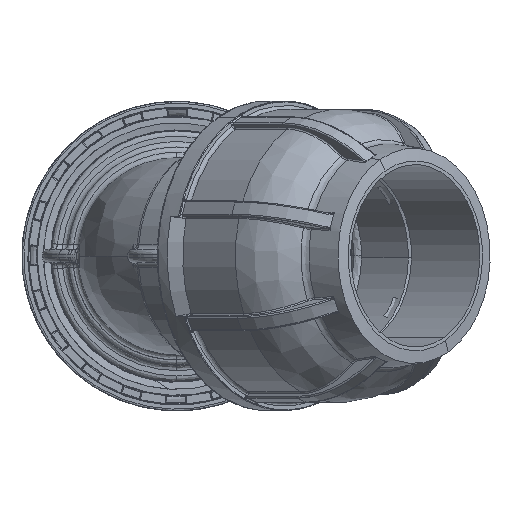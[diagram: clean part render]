
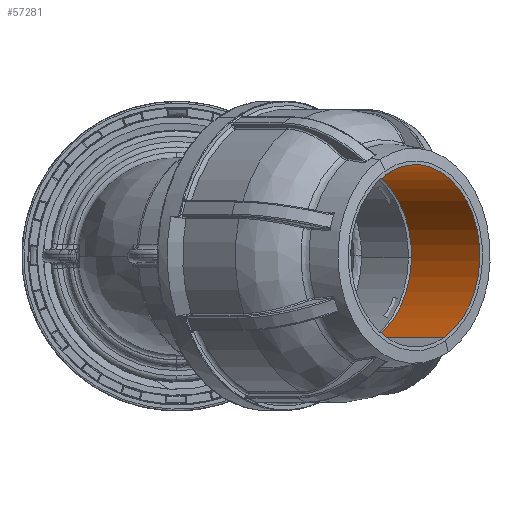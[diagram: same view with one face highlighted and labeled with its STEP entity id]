
A CAD part, left-side view. The second image highlights one B-rep face of the part: STEP entity #57281.
In plain terms, the highlighted cylindrical face has radius 25.5 mm (diameter 51 mm), a partial arc.
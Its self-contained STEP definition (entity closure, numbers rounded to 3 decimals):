
#658 = CARTESIAN_POINT ( 'NONE',  ( -110.449, -74.775, -22.893 ) ) ;
#1591 = VERTEX_POINT ( 'NONE', #27975 ) ;
#1733 = AXIS2_PLACEMENT_3D ( 'NONE', #55548, #14227, #18626 ) ;
#1775 = ORIENTED_EDGE ( 'NONE', *, *, #34320, .T. ) ;
#1887 = CARTESIAN_POINT ( 'NONE',  ( -118.553, -66.67, -0.113 ) ) ;
#5964 = CARTESIAN_POINT ( 'NONE',  ( -110.449, -74.775, -22.893 ) ) ;
#8001 = DIRECTION ( 'NONE',  ( -0.707, -0.707, 0. ) ) ;
#9913 = CARTESIAN_POINT ( 'NONE',  ( -107.566, -39.474, 22.666 ) ) ;
#11124 = CARTESIAN_POINT ( 'NONE',  ( -99.461, -47.578, -0.113 ) ) ;
#11900 = AXIS2_PLACEMENT_3D ( 'NONE', #11124, #20496, #34178 ) ;
#12180 = LINE ( 'NONE', #49562, #13602 ) ;
#13602 = VECTOR ( 'NONE', #8001, 1000. ) ;
#13878 = FACE_OUTER_BOUND ( 'NONE', #58692, .T. ) ;
#14227 = DIRECTION ( 'NONE',  ( 0.707, 0.707, 0. ) ) ;
#16976 = VERTEX_POINT ( 'NONE', #9913 ) ;
#18626 = DIRECTION ( 'NONE',  ( -0.318, 0.318, 0.893 ) ) ;
#19610 = DIRECTION ( 'NONE',  ( -0.318, 0.318, 0.893 ) ) ;
#20496 = DIRECTION ( 'NONE',  ( 0.707, 0.707, 0. ) ) ;
#23610 = EDGE_CURVE ( 'NONE', #16976, #1591, #12180, .T. ) ;
#23703 = DIRECTION ( 'NONE',  ( -0.707, -0.707, 0. ) ) ;
#24962 = ORIENTED_EDGE ( 'NONE', *, *, #46223, .T. ) ;
#26573 = LINE ( 'NONE', #5964, #39297 ) ;
#27773 = VERTEX_POINT ( 'NONE', #35525 ) ;
#27975 = CARTESIAN_POINT ( 'NONE',  ( -126.658, -58.566, 22.666 ) ) ;
#31794 = EDGE_CURVE ( 'NONE', #1591, #32263, #44484, .T. ) ;
#32263 = VERTEX_POINT ( 'NONE', #658 ) ;
#33787 = CYLINDRICAL_SURFACE ( 'NONE', #58695, 25.5 ) ;
#34178 = DIRECTION ( 'NONE',  ( -0.318, 0.318, 0.893 ) ) ;
#34320 = EDGE_CURVE ( 'NONE', #27773, #32263, #26573, .T. ) ;
#35525 = CARTESIAN_POINT ( 'NONE',  ( -91.357, -55.683, -22.893 ) ) ;
#39297 = VECTOR ( 'NONE', #23703, 1000. ) ;
#44484 = CIRCLE ( 'NONE', #1733, 25.5 ) ;
#46223 = EDGE_CURVE ( 'NONE', #16976, #27773, #52186, .T. ) ;
#46826 = DIRECTION ( 'NONE',  ( -0.707, -0.707, 0. ) ) ;
#49562 = CARTESIAN_POINT ( 'NONE',  ( -126.658, -58.566, 22.666 ) ) ;
#52186 = CIRCLE ( 'NONE', #11900, 25.5 ) ;
#52935 = ORIENTED_EDGE ( 'NONE', *, *, #31794, .F. ) ;
#55003 = ORIENTED_EDGE ( 'NONE', *, *, #23610, .F. ) ;
#55548 = CARTESIAN_POINT ( 'NONE',  ( -118.553, -66.67, -0.113 ) ) ;
#57281 = ADVANCED_FACE ( 'NONE', ( #13878 ), #33787, .F. ) ;
#58692 = EDGE_LOOP ( 'NONE', ( #24962, #1775, #52935, #55003 ) ) ;
#58695 = AXIS2_PLACEMENT_3D ( 'NONE', #1887, #46826, #19610 ) ;
